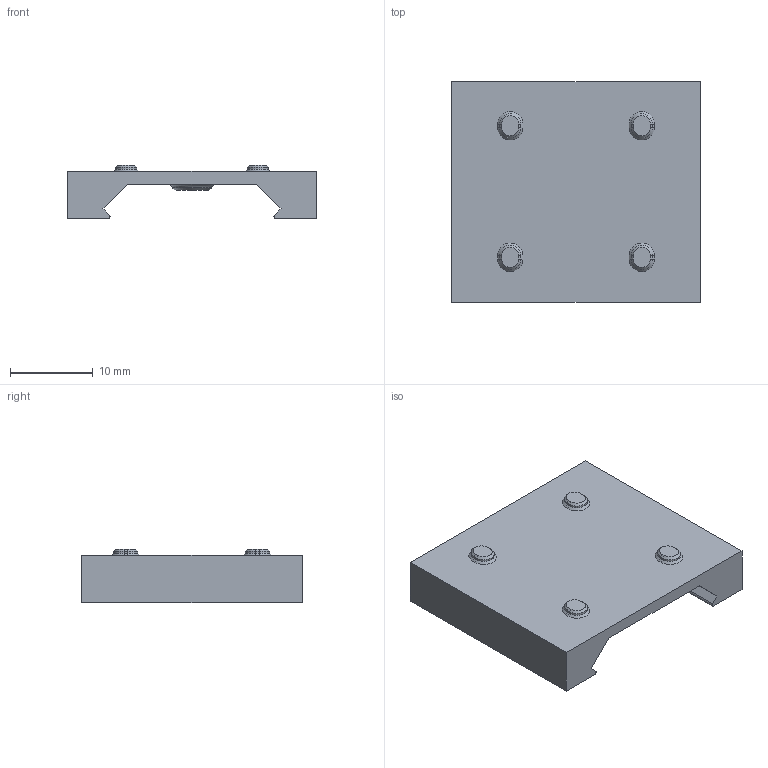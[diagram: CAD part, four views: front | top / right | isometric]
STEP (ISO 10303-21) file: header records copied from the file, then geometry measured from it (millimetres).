
FILE_DESCRIPTION(/* description */ (''),/* implementation_level */ '2;1');
FILE_NAME(/* name */ 'Pic Adaptor Base WIP_5.stp',/* time_stamp */ '2025-04-10T01:13:08-04:00',/* author */ ('Ryan'),/* organization */ (''),/* preprocessor_version */ 'ST-DEVELOPER v20',/* originating_system */ 'Autodesk Inventor 2024',/* authorisation */ '');
FILE_SCHEMA (('AUTOMOTIVE_DESIGN { 1 0 10303 214 3 1 1 }'));
Length unit declared in the file: inch
Products named in the file (1): Pic Adaptor Base_2
Bounding box: 30 x 26.61 x 6.48 mm (x, y, z)
Volume: 2472.4 mm3; surface area: 2291.8 mm2
Topology: 1 solids, 1 shells, 69 faces, 154 edges, 92 vertices
Faces by surface type: plane 41, cone 16, cylinder 10, torus 2
Entity records: 1919 total; most frequent: DIRECTION 336, CARTESIAN_POINT 316, ORIENTED_EDGE 308, EDGE_CURVE 154, LINE 112, VECTOR 112, AXIS2_PLACEMENT_3D 112, VERTEX_POINT 92
